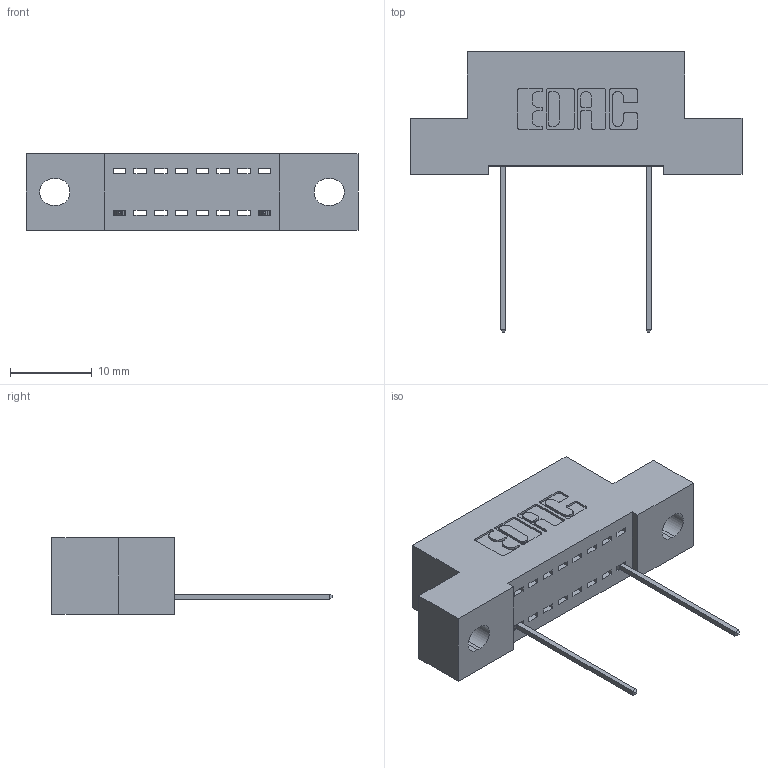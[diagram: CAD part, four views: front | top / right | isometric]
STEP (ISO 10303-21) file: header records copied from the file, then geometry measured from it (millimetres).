
FILE_DESCRIPTION (( 'STEP AP203' ), '1' );
FILE_NAME ('392-008-541-102.STEP', '2018-08-14T19:20:37', ( '' ), ( '' ), 'SwSTEP 2.0', 'SolidWorks 2016', '' );
FILE_SCHEMA (( 'CONFIG_CONTROL_DESIGN' ));
Length unit declared in the file: inch
Products named in the file (3): 392-008-541-102; 342 Part_.128 Slot; 345-292-001_345-293-141
Assembly tree (3 placements, depth 2):
  392-008-541-102
    342 Part_.128 Slot
    345-292-001_345-293-141  x2
Bounding box: 40.64 x 34.3 x 9.4 mm (x, y, z)
Volume: 3323.9 mm3; surface area: 3687.8 mm2
Topology: 3 solids, 3 shells, 302 faces, 915 edges, 606 vertices
Faces by surface type: plane 226, cylinder 76
Entity records: 9117 total; most frequent: CARTESIAN_POINT 1612, ORIENTED_EDGE 1562, DIRECTION 1421, EDGE_CURVE 781, VECTOR 653, LINE 653, VERTEX_POINT 518, AXIS2_PLACEMENT_3D 384
